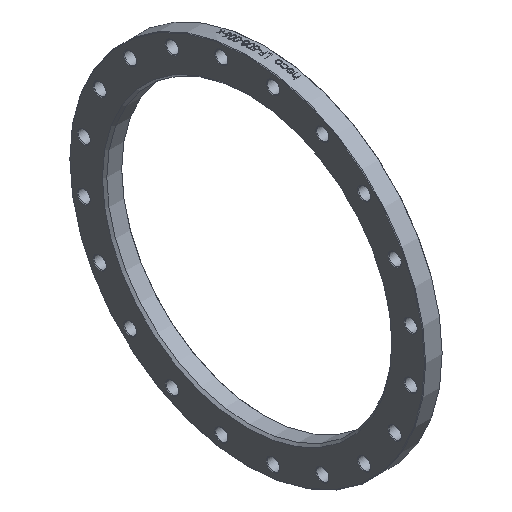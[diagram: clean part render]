
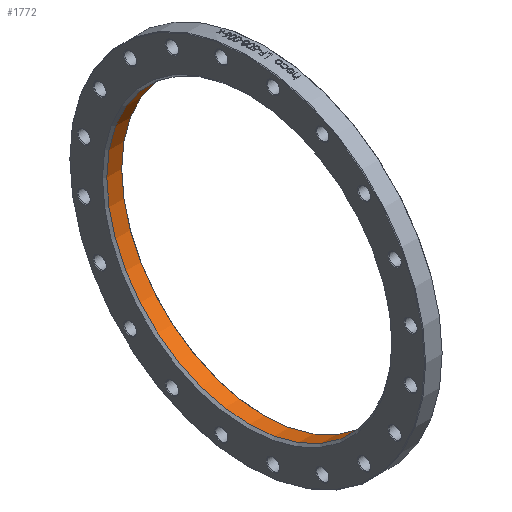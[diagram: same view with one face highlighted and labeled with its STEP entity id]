
A CAD part, isometric view. The second image highlights one B-rep face of the part: STEP entity #1772.
In plain terms, the highlighted cylindrical face has radius 258.5 mm (diameter 517 mm), a full revolution.
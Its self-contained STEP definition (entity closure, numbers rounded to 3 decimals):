
#713 = CARTESIAN_POINT ( 'NONE',  ( 31., 0., 0. ) ) ;
#1478 = VERTEX_POINT ( 'NONE', #2122 ) ;
#1772 = ADVANCED_FACE ( 'NONE', ( #6801, #8228 ), #7478, .F. ) ;
#1824 = EDGE_LOOP ( 'NONE', ( #8345 ) ) ;
#1840 = CIRCLE ( 'NONE', #3334, 258.5 ) ;
#2122 = CARTESIAN_POINT ( 'NONE',  ( 31., 0., 258.5 ) ) ;
#2160 = DIRECTION ( 'NONE',  ( 0., 0., 1. ) ) ;
#2163 = EDGE_CURVE ( 'NONE', #1478, #1478, #3959, .T. ) ;
#2796 = DIRECTION ( 'NONE',  ( 1., 0., 0. ) ) ;
#2976 = DIRECTION ( 'NONE',  ( -1., 0., 0. ) ) ;
#3334 = AXIS2_PLACEMENT_3D ( 'NONE', #5205, #7100, #5165 ) ;
#3740 = CARTESIAN_POINT ( 'NONE',  ( 4., 0., -258.5 ) ) ;
#3959 = CIRCLE ( 'NONE', #6710, 258.5 ) ;
#4267 = CARTESIAN_POINT ( 'NONE',  ( 0., 0., 0. ) ) ;
#4894 = ORIENTED_EDGE ( 'NONE', *, *, #7373, .T. ) ;
#5165 = DIRECTION ( 'NONE',  ( 0., 0., -1. ) ) ;
#5205 = CARTESIAN_POINT ( 'NONE',  ( 4., 0., 0. ) ) ;
#5748 = EDGE_LOOP ( 'NONE', ( #4894 ) ) ;
#6363 = VERTEX_POINT ( 'NONE', #3740 ) ;
#6710 = AXIS2_PLACEMENT_3D ( 'NONE', #713, #2796, #2160 ) ;
#6801 = FACE_OUTER_BOUND ( 'NONE', #5748, .T. ) ;
#6864 = AXIS2_PLACEMENT_3D ( 'NONE', #4267, #2976, #7437 ) ;
#7100 = DIRECTION ( 'NONE',  ( -1., 0., 0. ) ) ;
#7373 = EDGE_CURVE ( 'NONE', #6363, #6363, #1840, .T. ) ;
#7437 = DIRECTION ( 'NONE',  ( 0., 0., 1. ) ) ;
#7478 = CYLINDRICAL_SURFACE ( 'NONE', #6864, 258.5 ) ;
#8228 = FACE_OUTER_BOUND ( 'NONE', #1824, .T. ) ;
#8345 = ORIENTED_EDGE ( 'NONE', *, *, #2163, .T. ) ;
